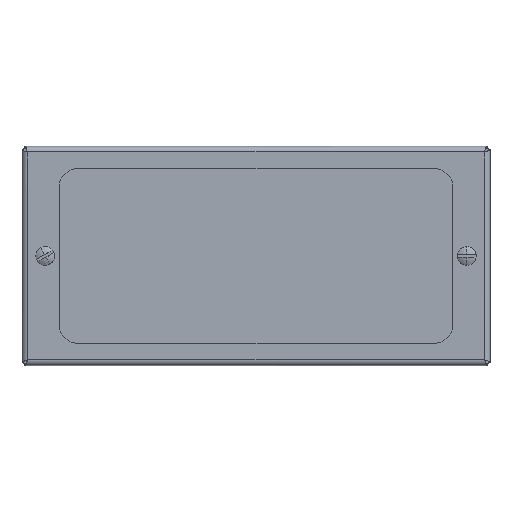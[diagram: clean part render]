
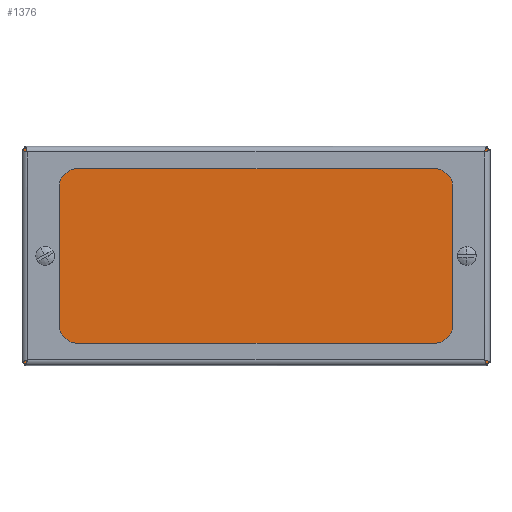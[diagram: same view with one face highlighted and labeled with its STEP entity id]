
A CAD part, top view. The second image highlights one B-rep face of the part: STEP entity #1376.
In plain terms, the highlighted face is planar.
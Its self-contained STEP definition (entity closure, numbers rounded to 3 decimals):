
#13 = VECTOR ( 'NONE', #1553, 1000. ) ;
#165 = FACE_OUTER_BOUND ( 'NONE', #340, .T. ) ;
#272 = VERTEX_POINT ( 'NONE', #1386 ) ;
#286 = VECTOR ( 'NONE', #634, 1000. ) ;
#340 = EDGE_LOOP ( 'NONE', ( #2124, #2674, #2443, #2496 ) ) ;
#352 = DIRECTION ( 'NONE',  ( 0., 0., -1. ) ) ;
#416 = LINE ( 'NONE', #2250, #13 ) ;
#452 = CARTESIAN_POINT ( 'NONE',  ( 0., 0., 0. ) ) ;
#475 = EDGE_CURVE ( 'NONE', #1104, #1820, #656, .T. ) ;
#538 = EDGE_CURVE ( 'NONE', #1820, #1104, #2290, .T. ) ;
#565 = AXIS2_PLACEMENT_3D ( 'NONE', #1116, #2000, #2632 ) ;
#580 = EDGE_CURVE ( 'NONE', #272, #1219, #2121, .T. ) ;
#634 = DIRECTION ( 'NONE',  ( -1., 0., 0. ) ) ;
#655 = AXIS2_PLACEMENT_3D ( 'NONE', #927, #668, #914 ) ;
#656 = CIRCLE ( 'NONE', #565, 4.5 ) ;
#668 = DIRECTION ( 'NONE',  ( 0., -1., 0. ) ) ;
#689 = LINE ( 'NONE', #452, #1266 ) ;
#721 = EDGE_LOOP ( 'NONE', ( #2814, #1890 ) ) ;
#914 = DIRECTION ( 'NONE',  ( 0., 0., -1. ) ) ;
#927 = CARTESIAN_POINT ( 'NONE',  ( 11.5, 0., 58. ) ) ;
#949 = AXIS2_PLACEMENT_3D ( 'NONE', #996, #1201, #352 ) ;
#957 = EDGE_CURVE ( 'NONE', #2510, #2775, #2248, .T. ) ;
#977 = CARTESIAN_POINT ( 'NONE',  ( 250., 0., 116. ) ) ;
#996 = CARTESIAN_POINT ( 'NONE',  ( 11.5, 0., 58. ) ) ;
#1069 = CARTESIAN_POINT ( 'NONE',  ( 0., 0., 0. ) ) ;
#1104 = VERTEX_POINT ( 'NONE', #2054 ) ;
#1115 = CARTESIAN_POINT ( 'NONE',  ( 250., 0., 0. ) ) ;
#1116 = CARTESIAN_POINT ( 'NONE',  ( 238.5, 0., 58. ) ) ;
#1155 = LINE ( 'NONE', #1355, #286 ) ;
#1161 = DIRECTION ( 'NONE',  ( 0., -1., 0. ) ) ;
#1201 = DIRECTION ( 'NONE',  ( 0., -1., 0. ) ) ;
#1204 = CARTESIAN_POINT ( 'NONE',  ( 0., 0., 116. ) ) ;
#1219 = VERTEX_POINT ( 'NONE', #977 ) ;
#1257 = DIRECTION ( 'NONE',  ( 1., 0., 0. ) ) ;
#1266 = VECTOR ( 'NONE', #1395, 1000. ) ;
#1355 = CARTESIAN_POINT ( 'NONE',  ( 0., 0., 0. ) ) ;
#1376 = ADVANCED_FACE ( 'NONE', ( #1912, #2174, #165 ), #2849, .T. ) ;
#1386 = CARTESIAN_POINT ( 'NONE',  ( 0., 0., 116. ) ) ;
#1395 = DIRECTION ( 'NONE',  ( 0., 0., 1. ) ) ;
#1448 = CARTESIAN_POINT ( 'NONE',  ( 11.5, 0., 62.5 ) ) ;
#1451 = CIRCLE ( 'NONE', #655, 4.5 ) ;
#1459 = AXIS2_PLACEMENT_3D ( 'NONE', #1476, #1709, #2597 ) ;
#1476 = CARTESIAN_POINT ( 'NONE',  ( 0., 0., 0. ) ) ;
#1484 = CARTESIAN_POINT ( 'NONE',  ( 238.5, 0., 53.5 ) ) ;
#1553 = DIRECTION ( 'NONE',  ( 0., 0., -1. ) ) ;
#1572 = EDGE_CURVE ( 'NONE', #1219, #2819, #416, .T. ) ;
#1688 = AXIS2_PLACEMENT_3D ( 'NONE', #2519, #1161, #2035 ) ;
#1709 = DIRECTION ( 'NONE',  ( 0., -1., 0. ) ) ;
#1744 = EDGE_LOOP ( 'NONE', ( #2526, #2145 ) ) ;
#1820 = VERTEX_POINT ( 'NONE', #1484 ) ;
#1890 = ORIENTED_EDGE ( 'NONE', *, *, #475, .F. ) ;
#1908 = EDGE_CURVE ( 'NONE', #2819, #2608, #1155, .T. ) ;
#1912 = FACE_BOUND ( 'NONE', #721, .T. ) ;
#1963 = EDGE_CURVE ( 'NONE', #2775, #2510, #1451, .T. ) ;
#2000 = DIRECTION ( 'NONE',  ( 0., -1., 0. ) ) ;
#2035 = DIRECTION ( 'NONE',  ( 0., 0., -1. ) ) ;
#2054 = CARTESIAN_POINT ( 'NONE',  ( 238.5, 0., 62.5 ) ) ;
#2121 = LINE ( 'NONE', #1204, #2756 ) ;
#2124 = ORIENTED_EDGE ( 'NONE', *, *, #1908, .F. ) ;
#2145 = ORIENTED_EDGE ( 'NONE', *, *, #957, .F. ) ;
#2174 = FACE_BOUND ( 'NONE', #1744, .T. ) ;
#2220 = CARTESIAN_POINT ( 'NONE',  ( 11.5, 0., 53.5 ) ) ;
#2248 = CIRCLE ( 'NONE', #949, 4.5 ) ;
#2250 = CARTESIAN_POINT ( 'NONE',  ( 250., 0., 0. ) ) ;
#2290 = CIRCLE ( 'NONE', #1688, 4.5 ) ;
#2439 = EDGE_CURVE ( 'NONE', #2608, #272, #689, .T. ) ;
#2443 = ORIENTED_EDGE ( 'NONE', *, *, #580, .F. ) ;
#2496 = ORIENTED_EDGE ( 'NONE', *, *, #2439, .F. ) ;
#2510 = VERTEX_POINT ( 'NONE', #1448 ) ;
#2519 = CARTESIAN_POINT ( 'NONE',  ( 238.5, 0., 58. ) ) ;
#2526 = ORIENTED_EDGE ( 'NONE', *, *, #1963, .F. ) ;
#2597 = DIRECTION ( 'NONE',  ( 0., 0., -1. ) ) ;
#2608 = VERTEX_POINT ( 'NONE', #1069 ) ;
#2632 = DIRECTION ( 'NONE',  ( 0., 0., -1. ) ) ;
#2674 = ORIENTED_EDGE ( 'NONE', *, *, #1572, .F. ) ;
#2756 = VECTOR ( 'NONE', #1257, 1000. ) ;
#2775 = VERTEX_POINT ( 'NONE', #2220 ) ;
#2814 = ORIENTED_EDGE ( 'NONE', *, *, #538, .F. ) ;
#2819 = VERTEX_POINT ( 'NONE', #1115 ) ;
#2849 = PLANE ( 'NONE',  #1459 ) ;
